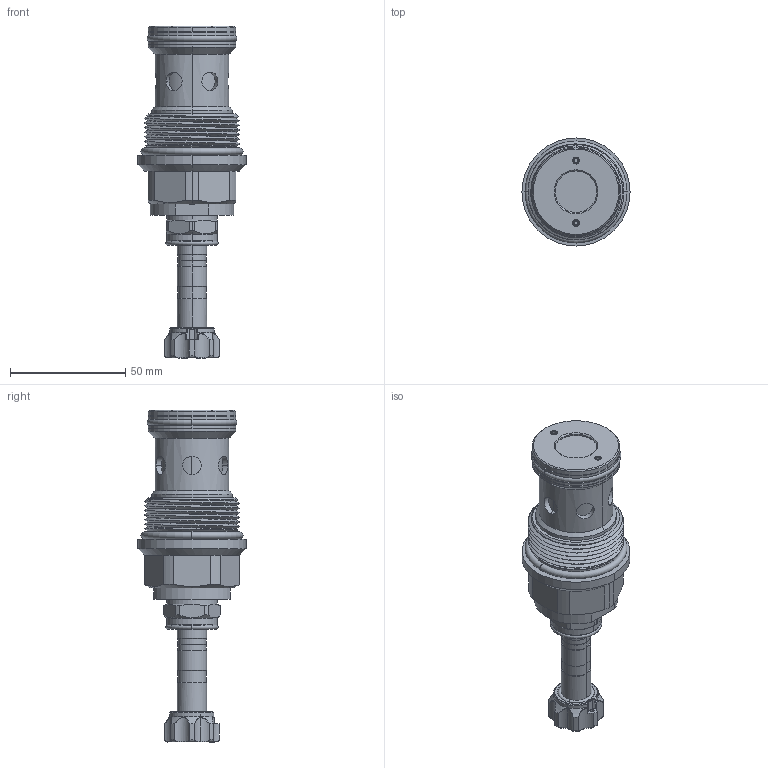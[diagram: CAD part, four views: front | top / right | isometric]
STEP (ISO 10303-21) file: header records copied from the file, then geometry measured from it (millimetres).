
FILE_DESCRIPTION (( 'STEP AP203' ), '1' );
FILE_NAME ('EP42M2A05N95.STEP', '2024-07-04T03:45:05', ( '' ), ( '' ), 'SwSTEP 2.0', 'SolidWorks 2018', '' );
FILE_SCHEMA (( 'CONFIG_CONTROL_DESIGN' ));
Length unit declared in the file: millimetre
Products named in the file (1): EP42M2A05N95
Bounding box: 46.8 x 46.8 x 143.75 mm (x, y, z)
Volume: 103766.7 mm3; surface area: 20652.2 mm2
Topology: 1 solids, 3 shells, 342 faces, 800 edges, 486 vertices
Faces by surface type: cylinder 153, cone 58, plane 57, torus 37, bspline 37
Entity records: 14677 total; most frequent: CARTESIAN_POINT 7014, DIRECTION 1596, ORIENTED_EDGE 1596, EDGE_CURVE 798, AXIS2_PLACEMENT_3D 672, VERTEX_POINT 486, EDGE_LOOP 368, CIRCLE 366
